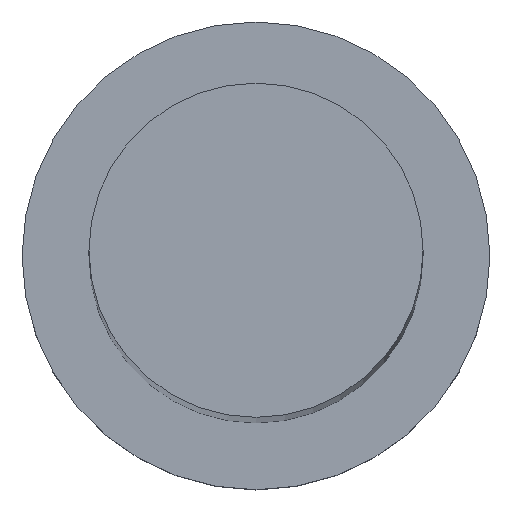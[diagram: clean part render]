
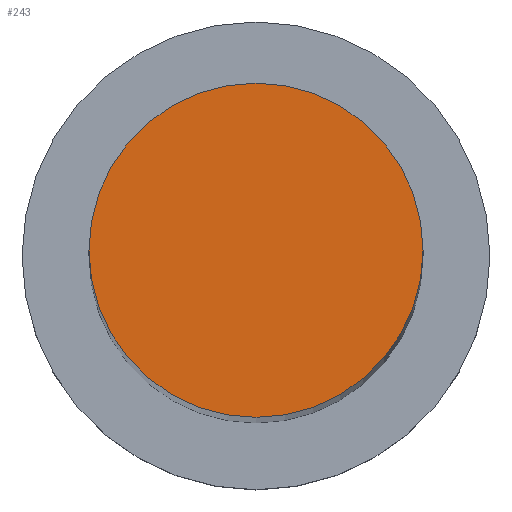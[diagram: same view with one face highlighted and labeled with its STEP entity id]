
A CAD part, top view. The second image highlights one B-rep face of the part: STEP entity #243.
In plain terms, the highlighted planar face has unit normal (0, 0, 1).
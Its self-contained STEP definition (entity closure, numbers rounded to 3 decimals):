
#2 = AXIS2_PLACEMENT_3D ( 'NONE', #134, #241, #43 ) ;
#5 = CIRCLE ( 'NONE', #2, 10. ) ;
#14 = AXIS2_PLACEMENT_3D ( 'NONE', #93, #239, #118 ) ;
#18 = EDGE_CURVE ( 'NONE', #150, #178, #5, .T. ) ;
#30 = CARTESIAN_POINT ( 'NONE',  ( -10., 0., 200. ) ) ;
#33 = PLANE ( 'NONE',  #137 ) ;
#40 = EDGE_CURVE ( 'NONE', #178, #150, #114, .T. ) ;
#43 = DIRECTION ( 'NONE',  ( 1., 0., 0. ) ) ;
#65 = DIRECTION ( 'NONE',  ( 1., 0., 0. ) ) ;
#72 = EDGE_LOOP ( 'NONE', ( #248, #88 ) ) ;
#88 = ORIENTED_EDGE ( 'NONE', *, *, #18, .T. ) ;
#93 = CARTESIAN_POINT ( 'NONE',  ( 0., 0., 200. ) ) ;
#114 = CIRCLE ( 'NONE', #14, 10. ) ;
#118 = DIRECTION ( 'NONE',  ( 1., 0., 0. ) ) ;
#124 = FACE_OUTER_BOUND ( 'NONE', #72, .T. ) ;
#134 = CARTESIAN_POINT ( 'NONE',  ( 0., 0., 200. ) ) ;
#137 = AXIS2_PLACEMENT_3D ( 'NONE', #190, #249, #65 ) ;
#150 = VERTEX_POINT ( 'NONE', #205 ) ;
#178 = VERTEX_POINT ( 'NONE', #30 ) ;
#190 = CARTESIAN_POINT ( 'NONE',  ( 0., 0., 200. ) ) ;
#205 = CARTESIAN_POINT ( 'NONE',  ( 10., 0., 200. ) ) ;
#239 = DIRECTION ( 'NONE',  ( 0., 0., 1. ) ) ;
#241 = DIRECTION ( 'NONE',  ( 0., 0., 1. ) ) ;
#243 = ADVANCED_FACE ( 'NONE', ( #124 ), #33, .T. ) ;
#248 = ORIENTED_EDGE ( 'NONE', *, *, #40, .T. ) ;
#249 = DIRECTION ( 'NONE',  ( 0., 0., 1. ) ) ;
